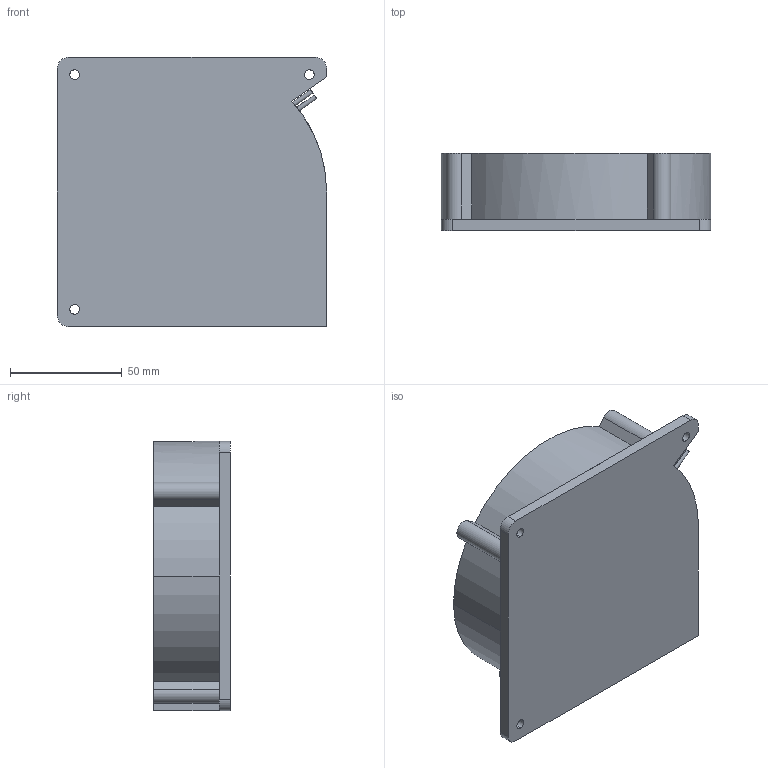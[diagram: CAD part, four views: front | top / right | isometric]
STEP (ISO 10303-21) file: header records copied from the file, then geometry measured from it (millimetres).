
FILE_DESCRIPTION (( 'STEP AP214' ), '1' );
FILE_NAME ('ET.01030.00.STEP', '2017-05-09T18:11:25', ( '' ), ( '' ), 'SwSTEP 2.0', 'SolidWorks 2017', '' );
FILE_SCHEMA (( 'AUTOMOTIVE_DESIGN' ));
Length unit declared in the file: millimetre
Products named in the file (3): ET.01030.00; turbine___ _________; DC BRUSHLESS MODEL AB1212XB-Y01_Predeterminada<Como usinado>
Assembly tree (2 placements, depth 2):
  ET.01030.00
    DC BRUSHLESS MODEL AB1212XB-Y01_Predeterminada<Como usinado>
    turbine___ _________
Bounding box: 120.6 x 34.48 x 120.6 mm (x, y, z)
Volume: 157536.9 mm3; surface area: 112458 mm2
Topology: 2 solids, 2 shells, 418 faces, 1204 edges, 703 vertices
Faces by surface type: cylinder 189, plane 176, cone 51, torus 2
Entity records: 14444 total; most frequent: DIRECTION 2808, CARTESIAN_POINT 2685, ORIENTED_EDGE 2408, AXIS2_PLACEMENT_3D 1282, EDGE_CURVE 1204, CIRCLE 859, VERTEX_POINT 703, EDGE_LOOP 451
